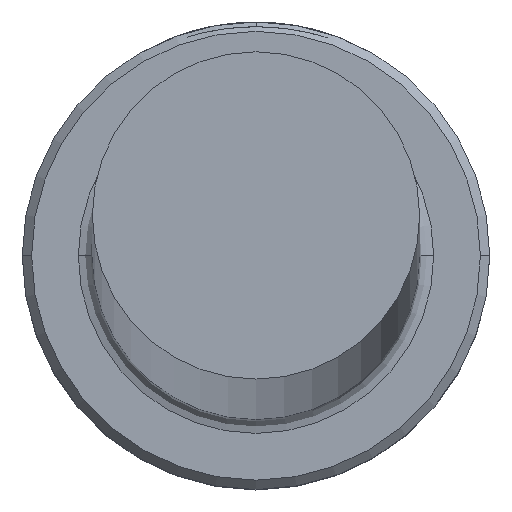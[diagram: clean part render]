
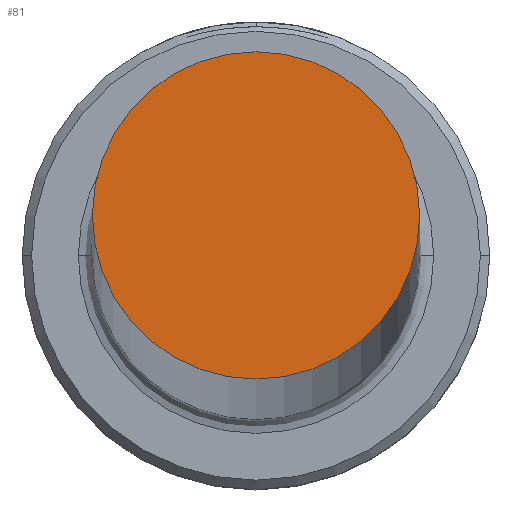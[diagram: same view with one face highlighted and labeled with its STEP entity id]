
A CAD part, top view. The second image highlights one B-rep face of the part: STEP entity #81.
In plain terms, the highlighted planar face has unit normal (0, 0, 1).
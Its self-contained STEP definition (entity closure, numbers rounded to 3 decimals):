
#50 = AXIS2_PLACEMENT_3D ( 'NONE', #331, #418, #246 ) ;
#81 = ADVANCED_FACE ( 'NONE', ( #375 ), #818, .T. ) ;
#140 = CARTESIAN_POINT ( 'NONE',  ( 0., 0., 500. ) ) ;
#180 = EDGE_LOOP ( 'NONE', ( #367, #1071 ) ) ;
#204 = CARTESIAN_POINT ( 'NONE',  ( 3.5, 0., 500. ) ) ;
#217 = AXIS2_PLACEMENT_3D ( 'NONE', #140, #769, #235 ) ;
#233 = VERTEX_POINT ( 'NONE', #477 ) ;
#235 = DIRECTION ( 'NONE',  ( 1., 0., 0. ) ) ;
#246 = DIRECTION ( 'NONE',  ( 1., 0., 0. ) ) ;
#326 = EDGE_CURVE ( 'NONE', #233, #460, #671, .T. ) ;
#331 = CARTESIAN_POINT ( 'NONE',  ( 0., 0., 500. ) ) ;
#367 = ORIENTED_EDGE ( 'NONE', *, *, #326, .T. ) ;
#375 = FACE_OUTER_BOUND ( 'NONE', #180, .T. ) ;
#418 = DIRECTION ( 'NONE',  ( 0., 0., 1. ) ) ;
#437 = AXIS2_PLACEMENT_3D ( 'NONE', #802, #455, #642 ) ;
#455 = DIRECTION ( 'NONE',  ( 0., 0., 1. ) ) ;
#460 = VERTEX_POINT ( 'NONE', #204 ) ;
#477 = CARTESIAN_POINT ( 'NONE',  ( -3.5, 0., 500. ) ) ;
#513 = CIRCLE ( 'NONE', #217, 3.5 ) ;
#585 = EDGE_CURVE ( 'NONE', #460, #233, #513, .T. ) ;
#642 = DIRECTION ( 'NONE',  ( 1., 0., 0. ) ) ;
#671 = CIRCLE ( 'NONE', #50, 3.5 ) ;
#769 = DIRECTION ( 'NONE',  ( 0., 0., 1. ) ) ;
#802 = CARTESIAN_POINT ( 'NONE',  ( 0., 0., 500. ) ) ;
#818 = PLANE ( 'NONE',  #437 ) ;
#1071 = ORIENTED_EDGE ( 'NONE', *, *, #585, .T. ) ;
